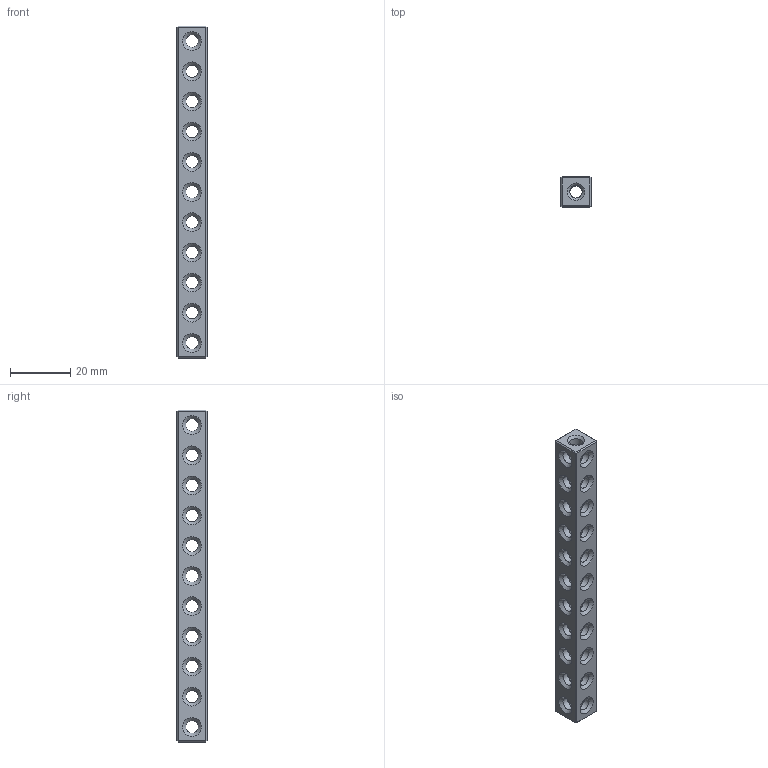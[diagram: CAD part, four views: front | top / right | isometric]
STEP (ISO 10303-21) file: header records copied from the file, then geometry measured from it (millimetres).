
FILE_DESCRIPTION(('FreeCAD Model'),'2;1');
FILE_NAME('Open CASCADE Shape Model','2024-10-01T21:23:52',('Author'),( ''),'Open CASCADE STEP processor 7.7','Ondsel','Unknown');
FILE_SCHEMA(('AUTOMOTIVE_DESIGN { 1 0 10303 214 1 1 1 1 }'));
Length unit declared in the file: millimetre
Products named in the file (1): Body
Bounding box: 10 x 10 x 110 mm (x, y, z)
Volume: 7193.4 mm3; surface area: 6254.6 mm2
Topology: 1 solids, 1 shells, 128 faces, 462 edges, 292 vertices
Faces by surface type: cylinder 56, cone 46, plane 26
Full cylindrical faces by diameter (mm): 4.2 x56
Entity records: 5276 total; most frequent: DIRECTION 1032, ORIENTED_EDGE 924, CARTESIAN_POINT 883, EDGE_CURVE 462, AXIS2_PLACEMENT_3D 441, VERTEX_POINT 292, ELLIPSE 220, FACE_BOUND 174
